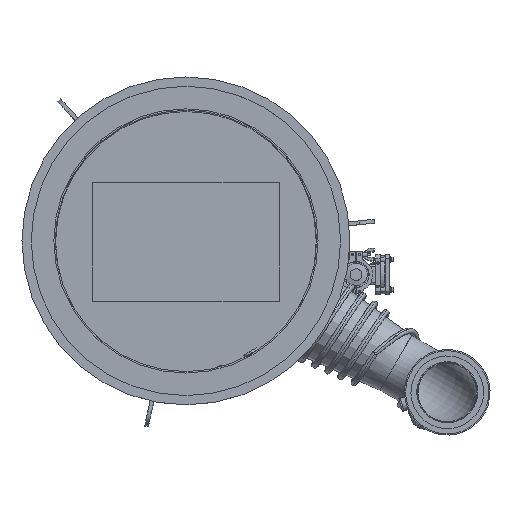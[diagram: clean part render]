
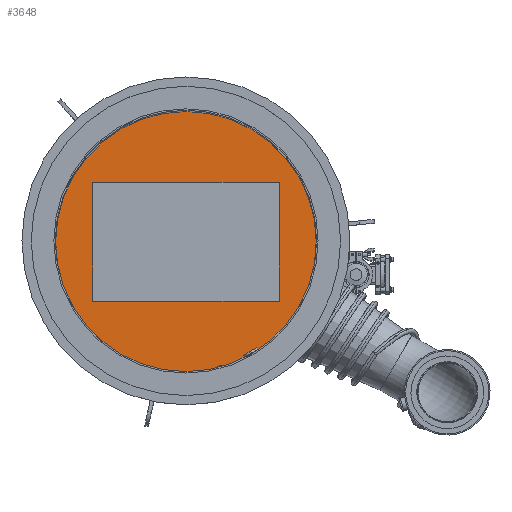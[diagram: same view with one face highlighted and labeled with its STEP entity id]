
A CAD part, top view. The second image highlights one B-rep face of the part: STEP entity #3648.
In plain terms, the highlighted planar face has unit normal (0, 0, -1).
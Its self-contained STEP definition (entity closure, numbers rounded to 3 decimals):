
#3648=ADVANCED_FACE('',(#34540,#34542,#34544,#34546,#34548,#34550,#34552,#34554,
#34556,#34558,#34560,#34562),#34564,.T.);
#34540=FACE_BOUND('',#34541,.T.);
#34541=EDGE_LOOP('',(#107417));
#34542=FACE_BOUND('',#34543,.T.);
#34543=EDGE_LOOP('',(#107418,#107419,#107420,#107421));
#34544=FACE_BOUND('',#34545,.T.);
#34545=EDGE_LOOP('',(#107422));
#34546=FACE_BOUND('',#34547,.T.);
#34547=EDGE_LOOP('',(#107423));
#34548=FACE_BOUND('',#34549,.T.);
#34549=EDGE_LOOP('',(#107424));
#34550=FACE_BOUND('',#34551,.T.);
#34551=EDGE_LOOP('',(#107425));
#34552=FACE_BOUND('',#34553,.T.);
#34553=EDGE_LOOP('',(#107426));
#34554=FACE_BOUND('',#34555,.T.);
#34555=EDGE_LOOP('',(#107427));
#34556=FACE_BOUND('',#34557,.T.);
#34557=EDGE_LOOP('',(#107428));
#34558=FACE_BOUND('',#34559,.T.);
#34559=EDGE_LOOP('',(#107429));
#34560=FACE_BOUND('',#34561,.T.);
#34561=EDGE_LOOP('',(#107430));
#34562=FACE_BOUND('',#34563,.T.);
#34563=EDGE_LOOP('',(#107431));
#34564=PLANE('',#34565);
#34565=AXIS2_PLACEMENT_3D('',#34566,#34567,#34568);
#34566=CARTESIAN_POINT('',(-197.852,69.,71.));
#34567=DIRECTION('',(0.,0.,-1.));
#34568=DIRECTION('',(-1.,0.,0.));
#107417=ORIENTED_EDGE('',*,*,#119699,.F.);
#107418=ORIENTED_EDGE('',*,*,#119700,.T.);
#107419=ORIENTED_EDGE('',*,*,#119701,.T.);
#107420=ORIENTED_EDGE('',*,*,#119702,.T.);
#107421=ORIENTED_EDGE('',*,*,#119703,.T.);
#107422=ORIENTED_EDGE('',*,*,#119704,.T.);
#107423=ORIENTED_EDGE('',*,*,#119705,.T.);
#107424=ORIENTED_EDGE('',*,*,#119706,.T.);
#107425=ORIENTED_EDGE('',*,*,#119707,.T.);
#107426=ORIENTED_EDGE('',*,*,#119708,.T.);
#107427=ORIENTED_EDGE('',*,*,#119709,.T.);
#107428=ORIENTED_EDGE('',*,*,#119710,.T.);
#107429=ORIENTED_EDGE('',*,*,#119711,.T.);
#107430=ORIENTED_EDGE('',*,*,#119712,.T.);
#107431=ORIENTED_EDGE('',*,*,#119713,.T.);
#119699=EDGE_CURVE('',#129671,#129671,#129672,.T.);
#119700=EDGE_CURVE('',#129673,#129674,#129675,.F.);
#119701=EDGE_CURVE('',#129674,#129676,#129677,.F.);
#119702=EDGE_CURVE('',#129676,#129678,#129679,.F.);
#119703=EDGE_CURVE('',#129678,#129673,#129680,.F.);
#119704=EDGE_CURVE('',#129681,#129681,#129682,.T.);
#119705=EDGE_CURVE('',#129683,#129683,#129684,.T.);
#119706=EDGE_CURVE('',#129685,#129685,#129686,.T.);
#119707=EDGE_CURVE('',#129687,#129687,#129688,.T.);
#119708=EDGE_CURVE('',#129689,#129689,#129690,.T.);
#119709=EDGE_CURVE('',#129691,#129691,#129692,.T.);
#119710=EDGE_CURVE('',#129693,#129693,#129694,.T.);
#119711=EDGE_CURVE('',#129695,#129695,#129696,.T.);
#119712=EDGE_CURVE('',#129697,#129697,#129698,.T.);
#119713=EDGE_CURVE('',#129699,#129699,#129700,.T.);
#129671=VERTEX_POINT('',#154809);
#129672=CIRCLE('',#154810,318.);
#129673=VERTEX_POINT('',#154814);
#129674=VERTEX_POINT('',#154815);
#129675=LINE('',#154816,#154817);
#129676=VERTEX_POINT('',#154819);
#129677=LINE('',#154820,#154821);
#129678=VERTEX_POINT('',#154823);
#129679=LINE('',#154824,#154825);
#129680=LINE('',#154827,#154828);
#129681=VERTEX_POINT('',#154830);
#129682=CIRCLE('',#154831,11.688);
#129683=VERTEX_POINT('',#154835);
#129684=CIRCLE('',#154836,6.);
#129685=VERTEX_POINT('',#154840);
#129686=CIRCLE('',#154841,6.);
#129687=VERTEX_POINT('',#154845);
#129688=CIRCLE('',#154846,6.);
#129689=VERTEX_POINT('',#154850);
#129690=CIRCLE('',#154851,6.);
#129691=VERTEX_POINT('',#154855);
#129692=CIRCLE('',#154856,6.);
#129693=VERTEX_POINT('',#154860);
#129694=CIRCLE('',#154861,6.);
#129695=VERTEX_POINT('',#154865);
#129696=CIRCLE('',#154866,6.);
#129697=VERTEX_POINT('',#154870);
#129698=CIRCLE('',#154871,6.);
#129699=VERTEX_POINT('',#154875);
#129700=CIRCLE('',#154876,11.688);
#154809=CARTESIAN_POINT('',(-515.852,69.,71.));
#154810=AXIS2_PLACEMENT_3D('',#154811,#154812,#154813);
#154811=CARTESIAN_POINT('',(-197.852,69.,71.));
#154812=DIRECTION('',(0.,0.,1.));
#154813=DIRECTION('',(-1.,0.,0.));
#154814=CARTESIAN_POINT('',(-393.852,-56.,71.));
#154815=CARTESIAN_POINT('',(-1.852,-56.,71.));
#154816=CARTESIAN_POINT('',(-1.852,-56.,71.));
#154817=VECTOR('',#154818,1.);
#154818=DIRECTION('',(-1.,0.,0.));
#154819=CARTESIAN_POINT('',(-1.852,194.,71.));
#154820=CARTESIAN_POINT('',(-1.852,194.,71.));
#154821=VECTOR('',#154822,1.);
#154822=DIRECTION('',(0.,-1.,0.));
#154823=CARTESIAN_POINT('',(-393.852,194.,71.));
#154824=CARTESIAN_POINT('',(-393.852,194.,71.));
#154825=VECTOR('',#154826,1.);
#154826=DIRECTION('',(1.,0.,0.));
#154827=CARTESIAN_POINT('',(-393.852,-56.,71.));
#154828=VECTOR('',#154829,1.);
#154829=DIRECTION('',(0.,1.,0.));
#154830=CARTESIAN_POINT('',(-37.164,327.076,71.));
#154831=AXIS2_PLACEMENT_3D('',#154832,#154833,#154834);
#154832=CARTESIAN_POINT('',(-48.852,327.076,71.));
#154833=DIRECTION('',(0.,0.,1.));
#154834=DIRECTION('',(1.,0.,0.));
#154835=CARTESIAN_POINT('',(-489.852,69.,71.));
#154836=AXIS2_PLACEMENT_3D('',#154837,#154838,#154839);
#154837=CARTESIAN_POINT('',(-495.852,69.,71.));
#154838=DIRECTION('',(0.,0.,1.));
#154839=DIRECTION('',(1.,0.,0.));
#154840=CARTESIAN_POINT('',(-404.327,275.475,71.));
#154841=AXIS2_PLACEMENT_3D('',#154842,#154843,#154844);
#154842=CARTESIAN_POINT('',(-408.57,279.718,71.));
#154843=DIRECTION('',(0.,0.,1.));
#154844=DIRECTION('',(0.707,-0.707,0.));
#154845=CARTESIAN_POINT('',(-197.852,361.,71.));
#154846=AXIS2_PLACEMENT_3D('',#154847,#154848,#154849);
#154847=CARTESIAN_POINT('',(-197.852,367.,71.));
#154848=DIRECTION('',(0.,0.,1.));
#154849=DIRECTION('',(0.,-1.,0.));
#154850=CARTESIAN_POINT('',(8.623,275.475,71.));
#154851=AXIS2_PLACEMENT_3D('',#154852,#154853,#154854);
#154852=CARTESIAN_POINT('',(12.866,279.718,71.));
#154853=DIRECTION('',(0.,0.,1.));
#154854=DIRECTION('',(-0.707,-0.707,0.));
#154855=CARTESIAN_POINT('',(94.148,69.,71.));
#154856=AXIS2_PLACEMENT_3D('',#154857,#154858,#154859);
#154857=CARTESIAN_POINT('',(100.148,69.,71.));
#154858=DIRECTION('',(0.,0.,1.));
#154859=DIRECTION('',(-1.,0.,0.));
#154860=CARTESIAN_POINT('',(8.623,-137.475,71.));
#154861=AXIS2_PLACEMENT_3D('',#154862,#154863,#154864);
#154862=CARTESIAN_POINT('',(12.866,-141.718,71.));
#154863=DIRECTION('',(0.,0.,1.));
#154864=DIRECTION('',(-0.707,0.707,0.));
#154865=CARTESIAN_POINT('',(-197.852,-223.,71.));
#154866=AXIS2_PLACEMENT_3D('',#154867,#154868,#154869);
#154867=CARTESIAN_POINT('',(-197.852,-229.,71.));
#154868=DIRECTION('',(0.,0.,1.));
#154869=DIRECTION('',(0.,1.,0.));
#154870=CARTESIAN_POINT('',(-404.327,-137.475,71.));
#154871=AXIS2_PLACEMENT_3D('',#154872,#154873,#154874);
#154872=CARTESIAN_POINT('',(-408.57,-141.718,71.));
#154873=DIRECTION('',(0.,0.,1.));
#154874=DIRECTION('',(0.707,0.707,0.));
#154875=CARTESIAN_POINT('',(-84.242,349.028,71.));
#154876=AXIS2_PLACEMENT_3D('',#154877,#154878,#154879);
#154877=CARTESIAN_POINT('',(-95.93,349.028,71.));
#154878=DIRECTION('',(0.,0.,1.));
#154879=DIRECTION('',(1.,0.,0.));
